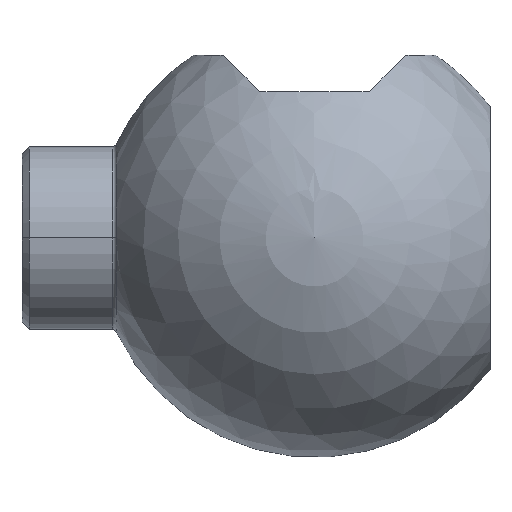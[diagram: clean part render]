
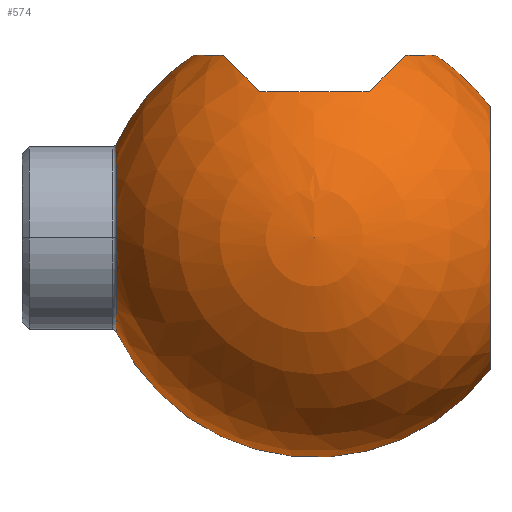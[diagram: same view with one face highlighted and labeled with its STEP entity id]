
A CAD part, top view. The second image highlights one B-rep face of the part: STEP entity #574.
In plain terms, the highlighted spherical face has radius 6 mm.
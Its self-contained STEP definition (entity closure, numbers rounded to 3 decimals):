
#3 = CARTESIAN_POINT ( 'NONE',  ( 4.8, -3.6, 0. ) ) ;
#5 = DIRECTION ( 'NONE',  ( 0., 1., 0. ) ) ;
#10 = VERTEX_POINT ( 'NONE', #19 ) ;
#14 = CARTESIAN_POINT ( 'NONE',  ( -5.428, -2.557, 0. ) ) ;
#19 = CARTESIAN_POINT ( 'NONE',  ( 3.317, 5., 0. ) ) ;
#23 = CARTESIAN_POINT ( 'NONE',  ( -5.428, 0., 0. ) ) ;
#27 = CARTESIAN_POINT ( 'NONE',  ( -1.5, 4., 4.213 ) ) ;
#29 = ORIENTED_EDGE ( 'NONE', *, *, #150, .F. ) ;
#33 = DIRECTION ( 'NONE',  ( -1., 0., 0. ) ) ;
#49 = ORIENTED_EDGE ( 'NONE', *, *, #598, .T. ) ;
#50 = AXIS2_PLACEMENT_3D ( 'NONE', #221, #420, #172 ) ;
#66 = AXIS2_PLACEMENT_3D ( 'NONE', #435, #492, #5 ) ;
#73 = EDGE_CURVE ( 'NONE', #188, #210, #316, .T. ) ;
#85 = VERTEX_POINT ( 'NONE', #416 ) ;
#99 = CARTESIAN_POINT ( 'NONE',  ( -5.428, 2.557, 0. ) ) ;
#102 = AXIS2_PLACEMENT_3D ( 'NONE', #264, #259, #507 ) ;
#109 = AXIS2_PLACEMENT_3D ( 'NONE', #350, #297, #590 ) ;
#126 = AXIS2_PLACEMENT_3D ( 'NONE', #192, #388, #611 ) ;
#128 = CIRCLE ( 'NONE', #560, 3.317 ) ;
#143 = CIRCLE ( 'NONE', #203, 4.472 ) ;
#150 = EDGE_CURVE ( 'NONE', #188, #591, #528, .T. ) ;
#151 = VERTEX_POINT ( 'NONE', #606 ) ;
#157 = DIRECTION ( 'NONE',  ( 0., 0., -1. ) ) ;
#171 = DIRECTION ( 'NONE',  ( 0., -1., 0. ) ) ;
#172 = DIRECTION ( 'NONE',  ( 0., 1., 0. ) ) ;
#180 = EDGE_CURVE ( 'NONE', #210, #10, #338, .T. ) ;
#184 = CARTESIAN_POINT ( 'NONE',  ( -5.428, 0., 2.557 ) ) ;
#188 = VERTEX_POINT ( 'NONE', #3 ) ;
#192 = CARTESIAN_POINT ( 'NONE',  ( 0., 0., 0. ) ) ;
#202 = SPHERICAL_SURFACE ( 'NONE', #66, 6. ) ;
#203 = AXIS2_PLACEMENT_3D ( 'NONE', #236, #387, #400 ) ;
#208 = ORIENTED_EDGE ( 'NONE', *, *, #401, .T. ) ;
#210 = VERTEX_POINT ( 'NONE', #291 ) ;
#221 = CARTESIAN_POINT ( 'NONE',  ( 0., 0., 0. ) ) ;
#234 = DIRECTION ( 'NONE',  ( 0.707, -0.707, 0. ) ) ;
#236 = CARTESIAN_POINT ( 'NONE',  ( 0., 4., 0. ) ) ;
#250 = CARTESIAN_POINT ( 'NONE',  ( -2.5, 5., 2.179 ) ) ;
#259 = DIRECTION ( 'NONE',  ( 1., 0., 0. ) ) ;
#260 = EDGE_CURVE ( 'NONE', #522, #434, #427, .T. ) ;
#263 = AXIS2_PLACEMENT_3D ( 'NONE', #284, #234, #431 ) ;
#264 = CARTESIAN_POINT ( 'NONE',  ( -5.428, 0., 0. ) ) ;
#266 = EDGE_CURVE ( 'NONE', #151, #496, #582, .T. ) ;
#267 = AXIS2_PLACEMENT_3D ( 'NONE', #23, #542, #157 ) ;
#271 = VERTEX_POINT ( 'NONE', #184 ) ;
#277 = ORIENTED_EDGE ( 'NONE', *, *, #73, .T. ) ;
#284 = CARTESIAN_POINT ( 'NONE',  ( -1.25, 1.25, 0. ) ) ;
#289 = CIRCLE ( 'NONE', #102, 2.557 ) ;
#291 = CARTESIAN_POINT ( 'NONE',  ( 4.8, 3.6, 0. ) ) ;
#297 = DIRECTION ( 'NONE',  ( 0., -1., 0. ) ) ;
#301 = ORIENTED_EDGE ( 'NONE', *, *, #266, .T. ) ;
#316 = CIRCLE ( 'NONE', #583, 3.6 ) ;
#338 = CIRCLE ( 'NONE', #126, 6. ) ;
#341 = DIRECTION ( 'NONE',  ( -0.707, -0.707, 0. ) ) ;
#343 = FACE_OUTER_BOUND ( 'NONE', #545, .T. ) ;
#350 = CARTESIAN_POINT ( 'NONE',  ( 0., 5., 0. ) ) ;
#369 = DIRECTION ( 'NONE',  ( 0., 0., 1. ) ) ;
#378 = EDGE_CURVE ( 'NONE', #271, #591, #592, .T. ) ;
#387 = DIRECTION ( 'NONE',  ( 0., -1., 0. ) ) ;
#388 = DIRECTION ( 'NONE',  ( 0., 0., 1. ) ) ;
#400 = DIRECTION ( 'NONE',  ( 0., 0., -1. ) ) ;
#401 = EDGE_CURVE ( 'NONE', #434, #85, #438, .T. ) ;
#416 = CARTESIAN_POINT ( 'NONE',  ( -3.317, 5., 0. ) ) ;
#417 = CIRCLE ( 'NONE', #448, 6. ) ;
#420 = DIRECTION ( 'NONE',  ( 0., 0., -1. ) ) ;
#427 = CIRCLE ( 'NONE', #535, 5.734 ) ;
#430 = CARTESIAN_POINT ( 'NONE',  ( 0., 5., 0. ) ) ;
#431 = DIRECTION ( 'NONE',  ( 0.707, 0.707, 0. ) ) ;
#434 = VERTEX_POINT ( 'NONE', #250 ) ;
#435 = CARTESIAN_POINT ( 'NONE',  ( 0., 0., 0. ) ) ;
#436 = DIRECTION ( 'NONE',  ( 0.707, -0.707, 0. ) ) ;
#438 = CIRCLE ( 'NONE', #109, 3.317 ) ;
#442 = CARTESIAN_POINT ( 'NONE',  ( 0., 0., 0. ) ) ;
#444 = ORIENTED_EDGE ( 'NONE', *, *, #180, .T. ) ;
#448 = AXIS2_PLACEMENT_3D ( 'NONE', #442, #481, #497 ) ;
#466 = CARTESIAN_POINT ( 'NONE',  ( 4.8, 0., 0. ) ) ;
#476 = ORIENTED_EDGE ( 'NONE', *, *, #597, .T. ) ;
#480 = ORIENTED_EDGE ( 'NONE', *, *, #260, .T. ) ;
#481 = DIRECTION ( 'NONE',  ( 0., 0., 1. ) ) ;
#489 = EDGE_CURVE ( 'NONE', #576, #271, #289, .T. ) ;
#492 = DIRECTION ( 'NONE',  ( 0., 0., -1. ) ) ;
#496 = VERTEX_POINT ( 'NONE', #602 ) ;
#497 = DIRECTION ( 'NONE',  ( 1., 0., 0. ) ) ;
#507 = DIRECTION ( 'NONE',  ( 0., 0., -1. ) ) ;
#511 = ORIENTED_EDGE ( 'NONE', *, *, #378, .T. ) ;
#514 = EDGE_CURVE ( 'NONE', #10, #151, #128, .T. ) ;
#522 = VERTEX_POINT ( 'NONE', #27 ) ;
#528 = CIRCLE ( 'NONE', #50, 6. ) ;
#535 = AXIS2_PLACEMENT_3D ( 'NONE', #569, #341, #436 ) ;
#542 = DIRECTION ( 'NONE',  ( 1., 0., 0. ) ) ;
#545 = EDGE_LOOP ( 'NONE', ( #29, #277, #444, #561, #301, #49, #480, #208, #476, #612, #511 ) ) ;
#560 = AXIS2_PLACEMENT_3D ( 'NONE', #430, #171, #568 ) ;
#561 = ORIENTED_EDGE ( 'NONE', *, *, #514, .T. ) ;
#568 = DIRECTION ( 'NONE',  ( 0., 0., -1. ) ) ;
#569 = CARTESIAN_POINT ( 'NONE',  ( 1.25, 1.25, 0. ) ) ;
#574 = ADVANCED_FACE ( 'NONE', ( #343 ), #202, .T. ) ;
#576 = VERTEX_POINT ( 'NONE', #99 ) ;
#582 = CIRCLE ( 'NONE', #263, 5.734 ) ;
#583 = AXIS2_PLACEMENT_3D ( 'NONE', #466, #33, #369 ) ;
#590 = DIRECTION ( 'NONE',  ( 0., 0., -1. ) ) ;
#591 = VERTEX_POINT ( 'NONE', #14 ) ;
#592 = CIRCLE ( 'NONE', #267, 2.557 ) ;
#597 = EDGE_CURVE ( 'NONE', #85, #576, #417, .T. ) ;
#598 = EDGE_CURVE ( 'NONE', #496, #522, #143, .T. ) ;
#602 = CARTESIAN_POINT ( 'NONE',  ( 1.5, 4., 4.213 ) ) ;
#606 = CARTESIAN_POINT ( 'NONE',  ( 2.5, 5., 2.179 ) ) ;
#611 = DIRECTION ( 'NONE',  ( 1., 0., 0. ) ) ;
#612 = ORIENTED_EDGE ( 'NONE', *, *, #489, .T. ) ;
